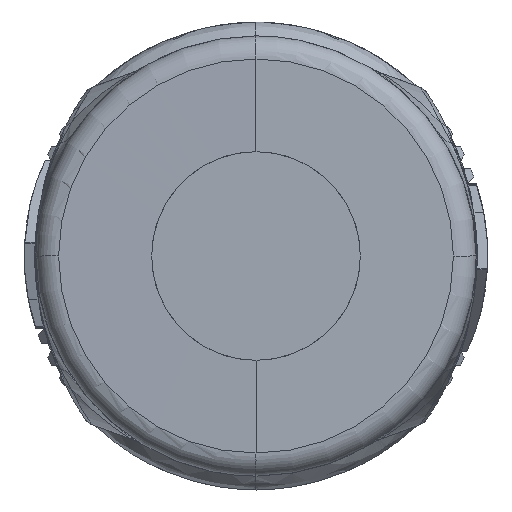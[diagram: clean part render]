
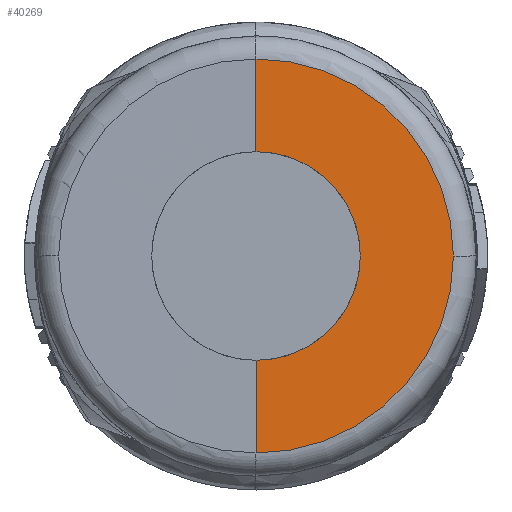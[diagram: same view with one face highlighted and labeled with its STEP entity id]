
A CAD part, left-side view. The second image highlights one B-rep face of the part: STEP entity #40269.
In plain terms, the highlighted planar face has unit normal (-1, -0.018, 0).
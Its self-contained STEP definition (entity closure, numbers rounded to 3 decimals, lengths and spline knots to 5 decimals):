
#12755=CARTESIAN_POINT('',(-0.77949,0.,
0.16734));
#12762=CARTESIAN_POINT('',(-0.77944,-0.00029,
-0.00001));
#12763=DIRECTION('',(1.,0.017,0.));
#12764=DIRECTION('',(0.,0.002,1.));
#12765=AXIS2_PLACEMENT_3D('',#12762,#12763,#12764);
#12767=CARTESIAN_POINT('',(-0.77944,-0.00029,
0.00001));
#12768=DIRECTION('',(1.,0.017,0.));
#12769=DIRECTION('',(0.017,-1.,0.));
#12770=AXIS2_PLACEMENT_3D('',#12767,#12768,#12769);
#12782=CARTESIAN_POINT('',(-0.77953,0.,
0.08858));
#12783=CARTESIAN_POINT('',(-0.77939,-0.0079,
0.08858));
#12784=CARTESIAN_POINT('',(-0.77912,-0.02311,
0.08655));
#12785=CARTESIAN_POINT('',(-0.77875,-0.04482,
0.0776));
#12786=CARTESIAN_POINT('',(-0.77842,-0.06335,
0.06335));
#12787=CARTESIAN_POINT('',(-0.77817,-0.0776,
0.04482));
#12788=CARTESIAN_POINT('',(-0.77802,-0.08655,
0.02311));
#12789=CARTESIAN_POINT('',(-0.77798,-0.08858,
0.0079));
#12790=CARTESIAN_POINT('',(-0.77798,-0.08858,
0.));
#12796=DIRECTION('',(0.,0.,-1.));
#12797=VECTOR('',#12796,0.07875);
#12798=CARTESIAN_POINT('',(-0.77953,0.,
-0.08858));
#12799=LINE('',#12798,#12797);
#12810=DIRECTION('',(0.,0.,-1.));
#12811=VECTOR('',#12810,0.07875);
#12812=CARTESIAN_POINT('',(-0.77949,0.,
0.16734));
#12813=LINE('',#12812,#12811);
#12828=CARTESIAN_POINT('',(-0.77798,-0.08858,
0.));
#12829=CARTESIAN_POINT('',(-0.77798,-0.08858,
-0.0079));
#12830=CARTESIAN_POINT('',(-0.77802,-0.08655,
-0.02311));
#12831=CARTESIAN_POINT('',(-0.77817,-0.0776,
-0.04482));
#12832=CARTESIAN_POINT('',(-0.77842,-0.06335,
-0.06335));
#12833=CARTESIAN_POINT('',(-0.77875,-0.04482,
-0.0776));
#12834=CARTESIAN_POINT('',(-0.77912,-0.02311,
-0.08655));
#12835=CARTESIAN_POINT('',(-0.77939,-0.0079,
-0.08858));
#12836=CARTESIAN_POINT('',(-0.77953,0.,
-0.08858));
#22783=CARTESIAN_POINT('',(-0.77946,0.,
-0.16736));
#22784=VERTEX_POINT('',#22783);
#22785=VERTEX_POINT('',#12755);
#22786=CARTESIAN_POINT('',(-0.77667,-0.16767,
0.));
#22787=VERTEX_POINT('',#22786);
#22788=VERTEX_POINT('',#12782);
#22789=VERTEX_POINT('',#12790);
#22790=CARTESIAN_POINT('',(-0.77953,0.,
-0.08858));
#22791=VERTEX_POINT('',#22790);
#40252=CARTESIAN_POINT('',(-0.77953,0.,0.));
#40253=DIRECTION('',(-1.,-0.017,0.));
#40254=DIRECTION('',(-0.017,1.,0.));
#40255=AXIS2_PLACEMENT_3D('',#40252,#40253,#40254);
#40256=PLANE('',#40255);
#40258=ORIENTED_EDGE('',*,*,#40257,.F.);
#40260=ORIENTED_EDGE('',*,*,#40259,.F.);
#40261=ORIENTED_EDGE('',*,*,#40232,.T.);
#40262=ORIENTED_EDGE('',*,*,#40246,.T.);
#40264=ORIENTED_EDGE('',*,*,#40263,.F.);
#40266=ORIENTED_EDGE('',*,*,#40265,.F.);
#40267=EDGE_LOOP('',(#40258,#40260,#40261,#40262,#40264,#40266));
#40268=FACE_OUTER_BOUND('',#40267,.F.);
#40269=ADVANCED_FACE('',(#40268),#40256,.T.);
#12766=CIRCLE('',#12765,0.16737);
#12771=CIRCLE('',#12770,0.16737);
#12791=B_SPLINE_CURVE_WITH_KNOTS('',3,(#12782,#12783,#12784,#12785,#12786,
#12787,#12788,#12789,#12790),.UNSPECIFIED.,.F.,.F.,(4,1,1,1,1,1,4),(0.,
0.16667,0.33333,0.5,0.66667,0.83333,
1.),.UNSPECIFIED.);
#12837=B_SPLINE_CURVE_WITH_KNOTS('',3,(#12828,#12829,#12830,#12831,#12832,
#12833,#12834,#12835,#12836),.UNSPECIFIED.,.F.,.F.,(4,1,1,1,1,1,4),(0.,
0.16667,0.33333,0.5,0.66667,0.83333,
1.),.UNSPECIFIED.);
#40232=EDGE_CURVE('',#22785,#22787,#12766,.T.);
#40246=EDGE_CURVE('',#22787,#22784,#12771,.T.);
#40257=EDGE_CURVE('',#22788,#22789,#12791,.T.);
#40259=EDGE_CURVE('',#22785,#22788,#12813,.T.);
#40263=EDGE_CURVE('',#22791,#22784,#12799,.T.);
#40265=EDGE_CURVE('',#22789,#22791,#12837,.T.);
